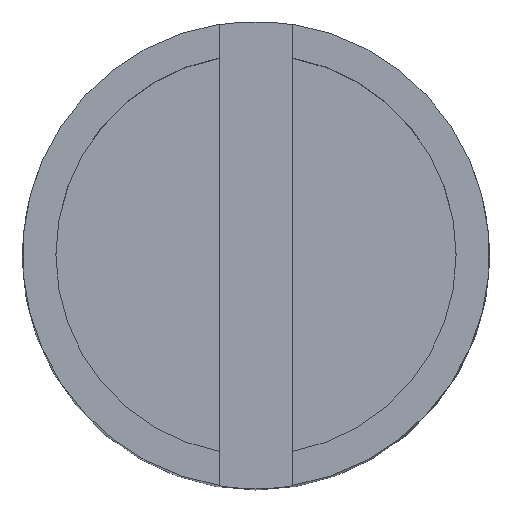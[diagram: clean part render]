
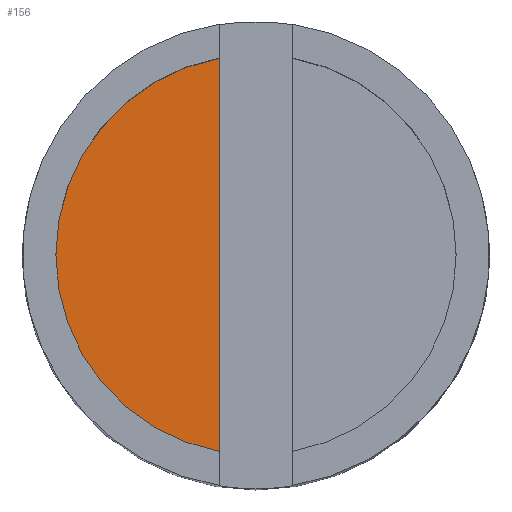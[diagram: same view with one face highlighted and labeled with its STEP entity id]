
A CAD part, top view. The second image highlights one B-rep face of the part: STEP entity #156.
In plain terms, the highlighted planar face has unit normal (0, 0, 1).
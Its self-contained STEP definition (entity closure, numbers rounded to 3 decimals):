
#156=ADVANCED_FACE('',(#181),#172,.T.);
#172=PLANE('',#411);
#181=FACE_OUTER_BOUND('',#191,.T.);
#191=EDGE_LOOP('',(#228,#229));
#213=CIRCLE('',#410,3.);
#228=ORIENTED_EDGE('',*,*,#313,.T.);
#229=ORIENTED_EDGE('',*,*,#314,.T.);
#290=VERTEX_POINT('',#522);
#291=VERTEX_POINT('',#523);
#313=EDGE_CURVE('',#290,#291,#344,.T.);
#314=EDGE_CURVE('',#291,#290,#213,.T.);
#344=LINE('',#521,#360);
#360=VECTOR('',#442,1.);
#410=AXIS2_PLACEMENT_3D('',#524,#443,#444);
#411=AXIS2_PLACEMENT_3D('',#525,#445,#446);
#442=DIRECTION('',(0.,1.,0.));
#443=DIRECTION('',(0.,0.,1.));
#444=DIRECTION('',(-0.183,0.983,0.));
#445=DIRECTION('',(0.,0.,1.));
#446=DIRECTION('',(0.,1.,0.));
#521=CARTESIAN_POINT('',(-0.55,-2.949,12.3));
#522=CARTESIAN_POINT('',(-0.55,-2.949,12.3));
#523=CARTESIAN_POINT('',(-0.55,2.949,12.3));
#524=CARTESIAN_POINT('',(0.,0.,12.3));
#525=CARTESIAN_POINT('',(3.3,-3.3,12.3));
